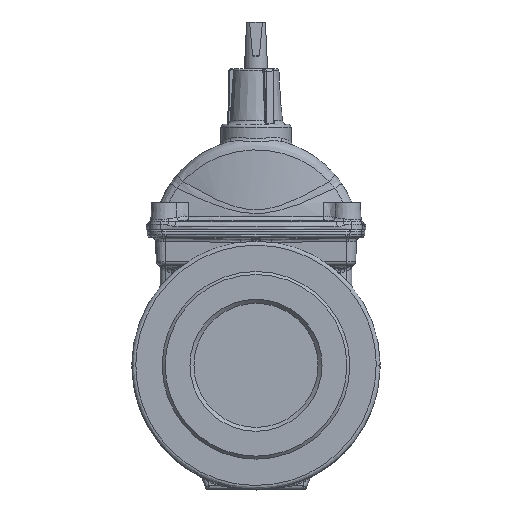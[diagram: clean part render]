
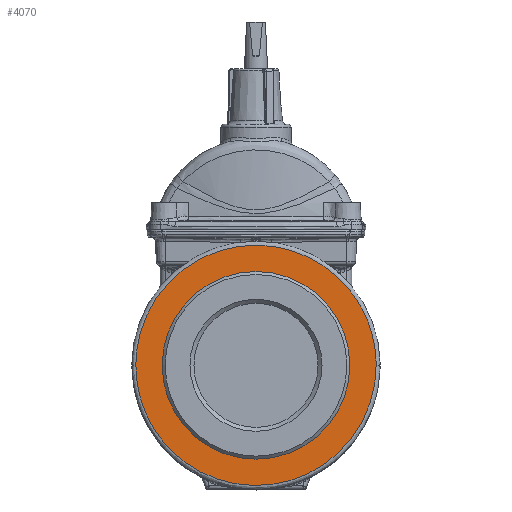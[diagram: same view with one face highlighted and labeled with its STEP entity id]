
A CAD part, top view. The second image highlights one B-rep face of the part: STEP entity #4070.
In plain terms, the highlighted planar face has unit normal (0, 0, 1).
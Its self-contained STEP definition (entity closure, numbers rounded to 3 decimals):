
#4070 = ADVANCED_FACE ( 'NONE', ( #35524, #35513 ), #39104, .T. ) ;
#4339 = VERTEX_POINT ( 'NONE', #38206 ) ;
#4354 = VERTEX_POINT ( 'NONE', #38211 ) ;
#4515 = EDGE_CURVE ( 'NONE', #4339, #4339, #7190, .T. ) ;
#6915 = ORIENTED_EDGE ( 'NONE', *, *, #4515, .F. ) ;
#6950 = ORIENTED_EDGE ( 'NONE', *, *, #12593, .T. ) ;
#7190 =( BOUNDED_CURVE ( )  B_SPLINE_CURVE ( 3, ( #22922, #22829, #22927, #22929, #22931, #22933, #22935 ),
 .UNSPECIFIED., .T., .T. ) 
 B_SPLINE_CURVE_WITH_KNOTS ( ( 4, 3, 4 ),
 ( 0., 0.5, 1. ),
 .UNSPECIFIED. ) 
 CURVE ( )  GEOMETRIC_REPRESENTATION_ITEM ( )  RATIONAL_B_SPLINE_CURVE ( ( 1., 0.333, 0.333, 1., 0.333, 0.333, 1. ) ) 
 REPRESENTATION_ITEM ( '' )  );
#12593 = EDGE_CURVE ( 'NONE', #4354, #4354, #36388, .T. ) ;
#13883 = CARTESIAN_POINT ( 'NONE',  ( 0., 0., 159.5 ) ) ;
#13884 = DIRECTION ( 'NONE',  ( 0., 0., -1. ) ) ;
#13885 = DIRECTION ( 'NONE',  ( -1., 0., 0. ) ) ;
#22829 = CARTESIAN_POINT ( 'NONE',  ( 121., -242., 159.5 ) ) ;
#22922 = CARTESIAN_POINT ( 'NONE',  ( 121., 0., 159.5 ) ) ;
#22927 = CARTESIAN_POINT ( 'NONE',  ( -121., -242., 159.5 ) ) ;
#22929 = CARTESIAN_POINT ( 'NONE',  ( -121., 0., 159.5 ) ) ;
#22931 = CARTESIAN_POINT ( 'NONE',  ( -121., 242., 159.5 ) ) ;
#22933 = CARTESIAN_POINT ( 'NONE',  ( 121., 242., 159.5 ) ) ;
#22935 = CARTESIAN_POINT ( 'NONE',  ( 121., 0., 159.5 ) ) ;
#25218 = EDGE_LOOP ( 'NONE', ( #6950 ) ) ;
#25243 = EDGE_LOOP ( 'NONE', ( #6915 ) ) ;
#27939 = AXIS2_PLACEMENT_3D ( 'NONE', #39071, #39106, #39107 ) ;
#34913 = AXIS2_PLACEMENT_3D ( 'NONE', #13883, #13884, #13885 ) ;
#35513 = FACE_OUTER_BOUND ( 'NONE', #25243, .T. ) ;
#35524 = FACE_BOUND ( 'NONE', #25218, .T. ) ;
#36388 = CIRCLE ( 'NONE', #34913, 94.5 ) ;
#38206 = CARTESIAN_POINT ( 'NONE',  ( 121., 0., 159.5 ) ) ;
#38211 = CARTESIAN_POINT ( 'NONE',  ( -94.5, 0., 159.5 ) ) ;
#39071 = CARTESIAN_POINT ( 'NONE',  ( 0., 94.5, 159.5 ) ) ;
#39104 = PLANE ( 'NONE',  #27939 ) ;
#39106 = DIRECTION ( 'NONE',  ( 0., 0., 1. ) ) ;
#39107 = DIRECTION ( 'NONE',  ( 1., 0., 0. ) ) ;
